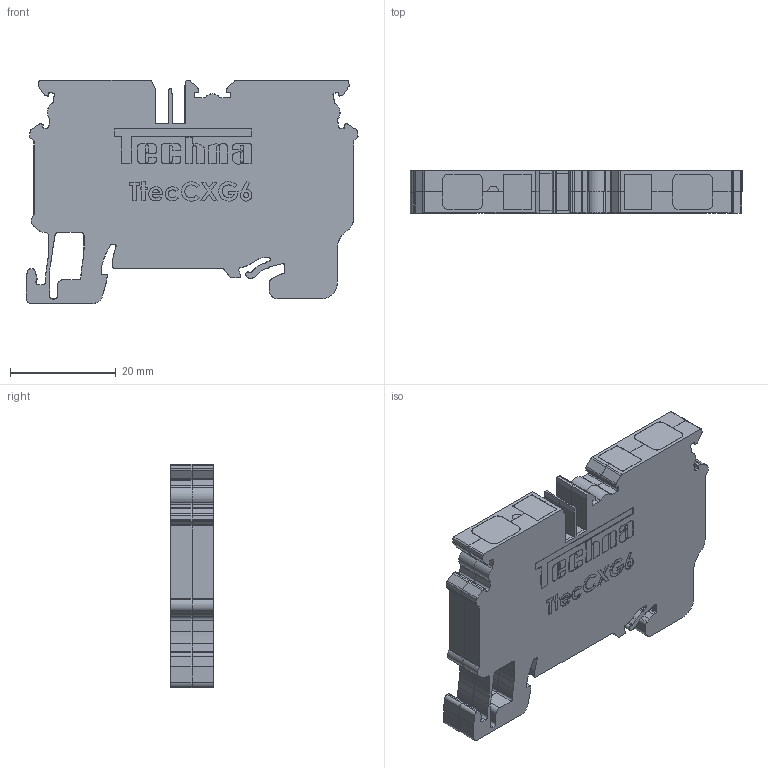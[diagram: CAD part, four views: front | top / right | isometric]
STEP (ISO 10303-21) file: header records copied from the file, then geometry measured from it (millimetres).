
FILE_DESCRIPTION (( 'STEP AP214' ), '1' );
FILE_NAME ('TtecCXG6.STEP', '2020-07-22T09:13:08', ( '' ), ( '' ), 'SwSTEP 2.0', 'SolidWorks 2020', '' );
FILE_SCHEMA (( 'AUTOMOTIVE_DESIGN' ));
Length unit declared in the file: millimetre
Products named in the file (1): TtecCXG6
Bounding box: 62.75 x 8 x 42.2 mm (x, y, z)
Volume: 16740.2 mm3; surface area: 6968 mm2
Topology: 1 solids, 1 shells, 930 faces, 2673 edges, 1782 vertices
Faces by surface type: plane 496, cylinder 348, bspline 86
Entity records: 42823 total; most frequent: CARTESIAN_POINT 10800, ORIENTED_EDGE 5346, DIRECTION 4887, EDGE_CURVE 2673, LINE 1805, VECTOR 1805, VERTEX_POINT 1782, AXIS2_PLACEMENT_3D 1541
